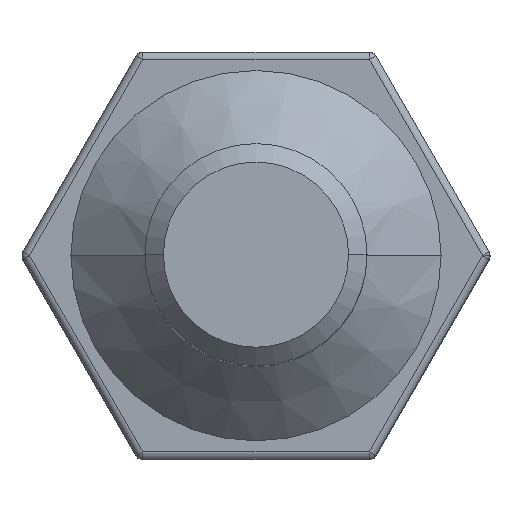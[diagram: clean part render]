
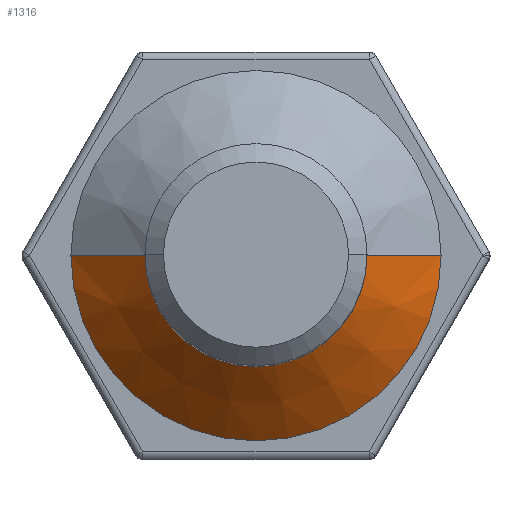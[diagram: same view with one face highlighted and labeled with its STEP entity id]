
A CAD part, top view. The second image highlights one B-rep face of the part: STEP entity #1316.
In plain terms, the highlighted conical face has half-angle 45 degrees and reference radius 1.5 mm.
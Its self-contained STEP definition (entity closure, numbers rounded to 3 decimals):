
#7 = CARTESIAN_POINT ( 'NONE',  ( -2.5, 0., 0. ) ) ;
#56 = CARTESIAN_POINT ( 'NONE',  ( -1.5, 0., 1. ) ) ;
#63 = DIRECTION ( 'NONE',  ( 0., 0., -1. ) ) ;
#67 = CONICAL_SURFACE ( 'NONE', #546, 1.5, 0.785 ) ;
#152 = DIRECTION ( 'NONE',  ( 0.707, 0., -0.707 ) ) ;
#264 = VERTEX_POINT ( 'NONE', #1333 ) ;
#265 = EDGE_LOOP ( 'NONE', ( #702, #705, #709, #717 ) ) ;
#368 = CARTESIAN_POINT ( 'NONE',  ( 1.5, 0., 1. ) ) ;
#375 = EDGE_CURVE ( 'NONE', #545, #264, #828, .T. ) ;
#383 = EDGE_CURVE ( 'NONE', #650, #617, #805, .T. ) ;
#399 = EDGE_CURVE ( 'NONE', #545, #650, #682, .T. ) ;
#409 = EDGE_CURVE ( 'NONE', #264, #617, #664, .T. ) ;
#545 = VERTEX_POINT ( 'NONE', #581 ) ;
#546 = AXIS2_PLACEMENT_3D ( 'NONE', #1242, #596, #1146 ) ;
#581 = CARTESIAN_POINT ( 'NONE',  ( 1.5, 0., 1. ) ) ;
#596 = DIRECTION ( 'NONE',  ( 0., 0., -1. ) ) ;
#617 = VERTEX_POINT ( 'NONE', #7 ) ;
#650 = VERTEX_POINT ( 'NONE', #872 ) ;
#664 = CIRCLE ( 'NONE', #1151, 2.5 ) ;
#666 = DIRECTION ( 'NONE',  ( 0., 0., -1. ) ) ;
#682 = CIRCLE ( 'NONE', #1207, 1.5 ) ;
#702 = ORIENTED_EDGE ( 'NONE', *, *, #375, .F. ) ;
#705 = ORIENTED_EDGE ( 'NONE', *, *, #399, .T. ) ;
#709 = ORIENTED_EDGE ( 'NONE', *, *, #383, .T. ) ;
#717 = ORIENTED_EDGE ( 'NONE', *, *, #409, .F. ) ;
#755 = VECTOR ( 'NONE', #863, 1000. ) ;
#763 = CARTESIAN_POINT ( 'NONE',  ( 0., 0., 1. ) ) ;
#794 = VECTOR ( 'NONE', #152, 1000. ) ;
#805 = LINE ( 'NONE', #56, #755 ) ;
#828 = LINE ( 'NONE', #368, #794 ) ;
#863 = DIRECTION ( 'NONE',  ( -0.707, 0., -0.707 ) ) ;
#871 = DIRECTION ( 'NONE',  ( -1., 0., 0. ) ) ;
#872 = CARTESIAN_POINT ( 'NONE',  ( -1.5, 0., 1. ) ) ;
#1000 = FACE_OUTER_BOUND ( 'NONE', #265, .T. ) ;
#1146 = DIRECTION ( 'NONE',  ( -1., 0., 0. ) ) ;
#1151 = AXIS2_PLACEMENT_3D ( 'NONE', #1298, #666, #1391 ) ;
#1207 = AXIS2_PLACEMENT_3D ( 'NONE', #763, #63, #871 ) ;
#1242 = CARTESIAN_POINT ( 'NONE',  ( 0., 0., 1. ) ) ;
#1298 = CARTESIAN_POINT ( 'NONE',  ( 0., 0., 0. ) ) ;
#1316 = ADVANCED_FACE ( 'NONE', ( #1000 ), #67, .T. ) ;
#1333 = CARTESIAN_POINT ( 'NONE',  ( 2.5, 0., 0. ) ) ;
#1391 = DIRECTION ( 'NONE',  ( -1., 0., 0. ) ) ;
